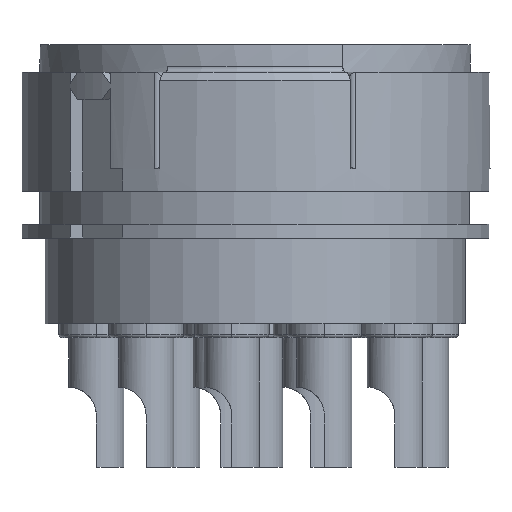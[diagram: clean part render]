
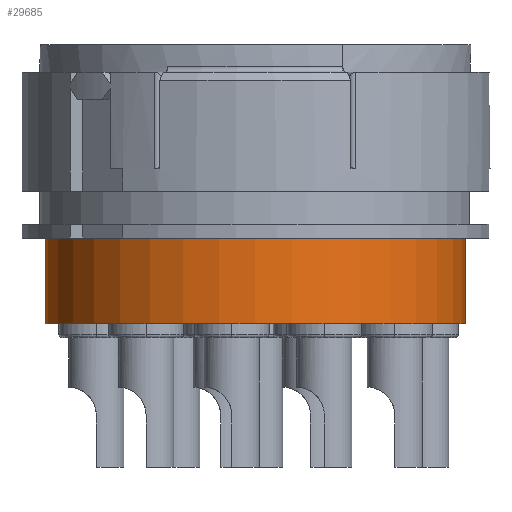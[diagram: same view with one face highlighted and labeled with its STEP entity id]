
A CAD part, left-side view. The second image highlights one B-rep face of the part: STEP entity #29685.
In plain terms, the highlighted cylindrical face has radius 7.6 mm (diameter 15.2 mm), a partial arc.
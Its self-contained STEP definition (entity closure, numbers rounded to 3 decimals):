
#1134=CARTESIAN_POINT('',(0.,0.,-2.5));
#1135=DIRECTION('',(0.,0.,-1.));
#1136=DIRECTION('',(0.,-1.,0.));
#1137=AXIS2_PLACEMENT_3D('',#1134,#1135,#1136);
#1139=DIRECTION('',(0.,0.,-1.));
#1140=VECTOR('',#1139,3.1);
#1141=CARTESIAN_POINT('',(0.,-7.6,-2.5));
#1142=LINE('',#1141,#1140);
#1143=DIRECTION('',(0.,0.,-1.));
#1144=VECTOR('',#1143,3.1);
#1145=CARTESIAN_POINT('',(0.,7.6,-2.5));
#1146=LINE('',#1145,#1144);
#1152=CARTESIAN_POINT('',(0.,0.,-5.6));
#1153=DIRECTION('',(0.,0.,-1.));
#1154=DIRECTION('',(0.,-1.,0.));
#1155=AXIS2_PLACEMENT_3D('',#1152,#1153,#1154);
#21642=CARTESIAN_POINT('',(0.,-7.6,-2.5));
#21643=CARTESIAN_POINT('',(0.,-7.6,-5.6));
#21644=VERTEX_POINT('',#21642);
#21645=VERTEX_POINT('',#21643);
#21646=CARTESIAN_POINT('',(0.,7.6,-2.5));
#21647=CARTESIAN_POINT('',(0.,7.6,-5.6));
#21648=VERTEX_POINT('',#21646);
#21649=VERTEX_POINT('',#21647);
#29671=CARTESIAN_POINT('',(0.,0.,-6.08));
#29672=DIRECTION('',(0.,0.,1.));
#29673=DIRECTION('',(0.,1.,0.));
#29674=AXIS2_PLACEMENT_3D('',#29671,#29672,#29673);
#29675=CYLINDRICAL_SURFACE('',#29674,7.6);
#29676=ORIENTED_EDGE('',*,*,#28949,.F.);
#29678=ORIENTED_EDGE('',*,*,#29677,.T.);
#29680=ORIENTED_EDGE('',*,*,#29679,.T.);
#29682=ORIENTED_EDGE('',*,*,#29681,.F.);
#29683=EDGE_LOOP('',(#29676,#29678,#29680,#29682));
#29684=FACE_OUTER_BOUND('',#29683,.F.);
#1138=CIRCLE('',#1137,7.6);
#1156=CIRCLE('',#1155,7.6);
#28949=EDGE_CURVE('',#21644,#21648,#1138,.T.);
#29677=EDGE_CURVE('',#21644,#21645,#1142,.T.);
#29679=EDGE_CURVE('',#21645,#21649,#1156,.T.);
#29681=EDGE_CURVE('',#21648,#21649,#1146,.T.);
#29685=ADVANCED_FACE('',(#29684),#29675,.T.);
